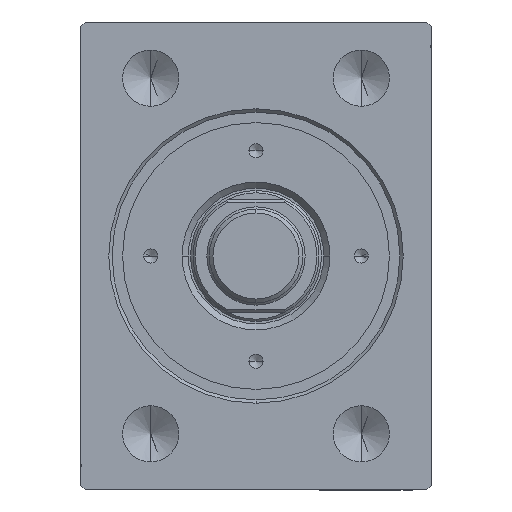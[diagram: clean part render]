
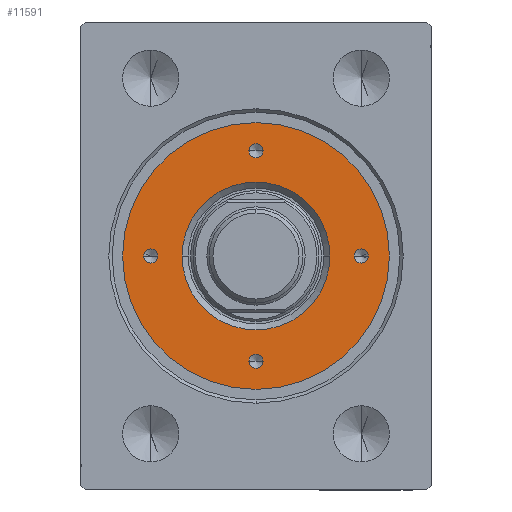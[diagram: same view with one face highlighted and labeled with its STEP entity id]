
A CAD part, left-side view. The second image highlights one B-rep face of the part: STEP entity #11591.
In plain terms, the highlighted face is planar.
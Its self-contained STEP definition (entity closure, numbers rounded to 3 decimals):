
#378 = EDGE_LOOP ( 'NONE', ( #7015, #8842 ) ) ;
#1288 = CIRCLE ( 'NONE', #22878, 1.5 ) ;
#1626 = FACE_BOUND ( 'NONE', #23624, .T. ) ;
#2125 = CIRCLE ( 'NONE', #34506, 1.5 ) ;
#2317 = CARTESIAN_POINT ( 'NONE',  ( -22.5, 0., 83.8 ) ) ;
#2978 = DIRECTION ( 'NONE',  ( 0., 0., 1. ) ) ;
#3172 = CARTESIAN_POINT ( 'NONE',  ( -1.5, -22.5, 83.8 ) ) ;
#3187 = EDGE_CURVE ( 'NONE', #3812, #44156, #34959, .T. ) ;
#3374 = DIRECTION ( 'NONE',  ( 0., 0., -1. ) ) ;
#3812 = VERTEX_POINT ( 'NONE', #26160 ) ;
#4999 = CARTESIAN_POINT ( 'NONE',  ( 0., 0., 83.8 ) ) ;
#5096 = DIRECTION ( 'NONE',  ( 1., 0., 0. ) ) ;
#5376 = VERTEX_POINT ( 'NONE', #39734 ) ;
#5960 = DIRECTION ( 'NONE',  ( 0., 0., -1. ) ) ;
#6261 = DIRECTION ( 'NONE',  ( 1., 0., 0. ) ) ;
#7015 = ORIENTED_EDGE ( 'NONE', *, *, #37442, .T. ) ;
#7321 = ORIENTED_EDGE ( 'NONE', *, *, #3187, .T. ) ;
#8200 = EDGE_LOOP ( 'NONE', ( #7321, #8511 ) ) ;
#8511 = ORIENTED_EDGE ( 'NONE', *, *, #18222, .T. ) ;
#8537 = DIRECTION ( 'NONE',  ( 1., 0., 0. ) ) ;
#8842 = ORIENTED_EDGE ( 'NONE', *, *, #29707, .T. ) ;
#9049 = ORIENTED_EDGE ( 'NONE', *, *, #33290, .F. ) ;
#9420 = DIRECTION ( 'NONE',  ( 0., 0., 1. ) ) ;
#9848 = AXIS2_PLACEMENT_3D ( 'NONE', #31350, #27543, #10648 ) ;
#9945 = CIRCLE ( 'NONE', #30803, 15.8 ) ;
#10648 = DIRECTION ( 'NONE',  ( 1., 0., 0. ) ) ;
#10754 = CARTESIAN_POINT ( 'NONE',  ( 0., -22.5, 83.8 ) ) ;
#10792 = AXIS2_PLACEMENT_3D ( 'NONE', #12802, #9420, #22713 ) ;
#11178 = AXIS2_PLACEMENT_3D ( 'NONE', #39743, #15446, #42669 ) ;
#11411 = CARTESIAN_POINT ( 'NONE',  ( 21., 0., 83.8 ) ) ;
#11488 = CIRCLE ( 'NONE', #12943, 1.5 ) ;
#11540 = PLANE ( 'NONE',  #44551 ) ;
#11591 = ADVANCED_FACE ( 'NONE', ( #38774, #29102, #32469, #1626, #35844, #14916 ), #11540, .T. ) ;
#11692 = DIRECTION ( 'NONE',  ( 0., 0., 1. ) ) ;
#12146 = DIRECTION ( 'NONE',  ( 0., 0., 1. ) ) ;
#12802 = CARTESIAN_POINT ( 'NONE',  ( 22.5, 0., 83.8 ) ) ;
#12943 = AXIS2_PLACEMENT_3D ( 'NONE', #10754, #31015, #13908 ) ;
#13100 = DIRECTION ( 'NONE',  ( 1., 0., 0. ) ) ;
#13175 = CARTESIAN_POINT ( 'NONE',  ( 24., 0., 83.8 ) ) ;
#13908 = DIRECTION ( 'NONE',  ( 1., 0., 0. ) ) ;
#13914 = DIRECTION ( 'NONE',  ( 1., 0., 0. ) ) ;
#14081 = CARTESIAN_POINT ( 'NONE',  ( -15.8, 0., 83.8 ) ) ;
#14916 = FACE_OUTER_BOUND ( 'NONE', #8200, .T. ) ;
#15361 = DIRECTION ( 'NONE',  ( 1., 0., 0. ) ) ;
#15446 = DIRECTION ( 'NONE',  ( 0., 0., 1. ) ) ;
#15524 = CIRCLE ( 'NONE', #38520, 1.5 ) ;
#16059 = DIRECTION ( 'NONE',  ( 1., 0., 0. ) ) ;
#16322 = VERTEX_POINT ( 'NONE', #13175 ) ;
#16552 = DIRECTION ( 'NONE',  ( 1., 0., 0. ) ) ;
#16686 = EDGE_CURVE ( 'NONE', #43642, #21853, #15524, .T. ) ;
#17066 = EDGE_CURVE ( 'NONE', #24906, #30337, #30589, .T. ) ;
#17149 = AXIS2_PLACEMENT_3D ( 'NONE', #24505, #17739, #13914 ) ;
#17739 = DIRECTION ( 'NONE',  ( 0., 0., 1. ) ) ;
#18041 = ORIENTED_EDGE ( 'NONE', *, *, #16686, .F. ) ;
#18222 = EDGE_CURVE ( 'NONE', #44156, #3812, #44266, .T. ) ;
#19700 = CARTESIAN_POINT ( 'NONE',  ( 0., 0., 83.8 ) ) ;
#20109 = CIRCLE ( 'NONE', #35909, 15.8 ) ;
#20928 = EDGE_LOOP ( 'NONE', ( #18041, #42311 ) ) ;
#21853 = VERTEX_POINT ( 'NONE', #29689 ) ;
#22224 = CARTESIAN_POINT ( 'NONE',  ( 22.5, 0., 83.8 ) ) ;
#22713 = DIRECTION ( 'NONE',  ( 1., 0., 0. ) ) ;
#22878 = AXIS2_PLACEMENT_3D ( 'NONE', #39390, #35563, #42760 ) ;
#23090 = VERTEX_POINT ( 'NONE', #11411 ) ;
#23383 = CARTESIAN_POINT ( 'NONE',  ( 0., 0., 83.8 ) ) ;
#23612 = CIRCLE ( 'NONE', #17149, 1.5 ) ;
#23624 = EDGE_LOOP ( 'NONE', ( #35190, #42659 ) ) ;
#24505 = CARTESIAN_POINT ( 'NONE',  ( 0., 22.5, 83.8 ) ) ;
#24885 = AXIS2_PLACEMENT_3D ( 'NONE', #25655, #11692, #8537 ) ;
#24906 = VERTEX_POINT ( 'NONE', #33584 ) ;
#24960 = VERTEX_POINT ( 'NONE', #3172 ) ;
#25156 = CIRCLE ( 'NONE', #10792, 1.5 ) ;
#25355 = CARTESIAN_POINT ( 'NONE',  ( -21., 0., 83.8 ) ) ;
#25655 = CARTESIAN_POINT ( 'NONE',  ( 0., 0., 83.8 ) ) ;
#26160 = CARTESIAN_POINT ( 'NONE',  ( -28.5, 0., 83.8 ) ) ;
#26245 = EDGE_CURVE ( 'NONE', #35986, #24960, #40051, .T. ) ;
#27543 = DIRECTION ( 'NONE',  ( 0., 0., 1. ) ) ;
#27849 = CARTESIAN_POINT ( 'NONE',  ( 1.5, -22.5, 83.8 ) ) ;
#28367 = EDGE_CURVE ( 'NONE', #21853, #43642, #1288, .T. ) ;
#29102 = FACE_BOUND ( 'NONE', #40680, .T. ) ;
#29435 = EDGE_CURVE ( 'NONE', #30337, #24906, #23612, .T. ) ;
#29689 = CARTESIAN_POINT ( 'NONE',  ( -24., 0., 83.8 ) ) ;
#29707 = EDGE_CURVE ( 'NONE', #39419, #5376, #9945, .T. ) ;
#30337 = VERTEX_POINT ( 'NONE', #35903 ) ;
#30589 = CIRCLE ( 'NONE', #11178, 1.5 ) ;
#30803 = AXIS2_PLACEMENT_3D ( 'NONE', #44364, #3374, #13100 ) ;
#31015 = DIRECTION ( 'NONE',  ( 0., 0., 1. ) ) ;
#31350 = CARTESIAN_POINT ( 'NONE',  ( 0., -22.5, 83.8 ) ) ;
#32469 = FACE_BOUND ( 'NONE', #40893, .T. ) ;
#33290 = EDGE_CURVE ( 'NONE', #23090, #16322, #25156, .T. ) ;
#33520 = EDGE_CURVE ( 'NONE', #24960, #35986, #11488, .T. ) ;
#33584 = CARTESIAN_POINT ( 'NONE',  ( 1.5, 22.5, 83.8 ) ) ;
#33595 = EDGE_CURVE ( 'NONE', #16322, #23090, #2125, .T. ) ;
#34506 = AXIS2_PLACEMENT_3D ( 'NONE', #22224, #42231, #5096 ) ;
#34959 = CIRCLE ( 'NONE', #40695, 28.5 ) ;
#35190 = ORIENTED_EDGE ( 'NONE', *, *, #26245, .F. ) ;
#35563 = DIRECTION ( 'NONE',  ( 0., 0., 1. ) ) ;
#35844 = FACE_BOUND ( 'NONE', #378, .T. ) ;
#35903 = CARTESIAN_POINT ( 'NONE',  ( -1.5, 22.5, 83.8 ) ) ;
#35909 = AXIS2_PLACEMENT_3D ( 'NONE', #19700, #5960, #16552 ) ;
#35986 = VERTEX_POINT ( 'NONE', #27849 ) ;
#36980 = ORIENTED_EDGE ( 'NONE', *, *, #29435, .F. ) ;
#37442 = EDGE_CURVE ( 'NONE', #5376, #39419, #20109, .T. ) ;
#37517 = ORIENTED_EDGE ( 'NONE', *, *, #17066, .F. ) ;
#38520 = AXIS2_PLACEMENT_3D ( 'NONE', #2317, #2978, #16059 ) ;
#38774 = FACE_BOUND ( 'NONE', #20928, .T. ) ;
#39210 = DIRECTION ( 'NONE',  ( 0., 0., 1. ) ) ;
#39390 = CARTESIAN_POINT ( 'NONE',  ( -22.5, 0., 83.8 ) ) ;
#39419 = VERTEX_POINT ( 'NONE', #14081 ) ;
#39734 = CARTESIAN_POINT ( 'NONE',  ( 15.8, 0., 83.8 ) ) ;
#39743 = CARTESIAN_POINT ( 'NONE',  ( 0., 22.5, 83.8 ) ) ;
#39799 = CARTESIAN_POINT ( 'NONE',  ( 28.5, 0., 83.8 ) ) ;
#40051 = CIRCLE ( 'NONE', #9848, 1.5 ) ;
#40680 = EDGE_LOOP ( 'NONE', ( #37517, #36980 ) ) ;
#40695 = AXIS2_PLACEMENT_3D ( 'NONE', #23383, #12146, #6261 ) ;
#40893 = EDGE_LOOP ( 'NONE', ( #42803, #9049 ) ) ;
#42231 = DIRECTION ( 'NONE',  ( 0., 0., 1. ) ) ;
#42311 = ORIENTED_EDGE ( 'NONE', *, *, #28367, .F. ) ;
#42659 = ORIENTED_EDGE ( 'NONE', *, *, #33520, .F. ) ;
#42669 = DIRECTION ( 'NONE',  ( 1., 0., 0. ) ) ;
#42760 = DIRECTION ( 'NONE',  ( 1., 0., 0. ) ) ;
#42803 = ORIENTED_EDGE ( 'NONE', *, *, #33595, .F. ) ;
#43642 = VERTEX_POINT ( 'NONE', #25355 ) ;
#44156 = VERTEX_POINT ( 'NONE', #39799 ) ;
#44266 = CIRCLE ( 'NONE', #24885, 28.5 ) ;
#44364 = CARTESIAN_POINT ( 'NONE',  ( 0., 0., 83.8 ) ) ;
#44551 = AXIS2_PLACEMENT_3D ( 'NONE', #4999, #39210, #15361 ) ;
